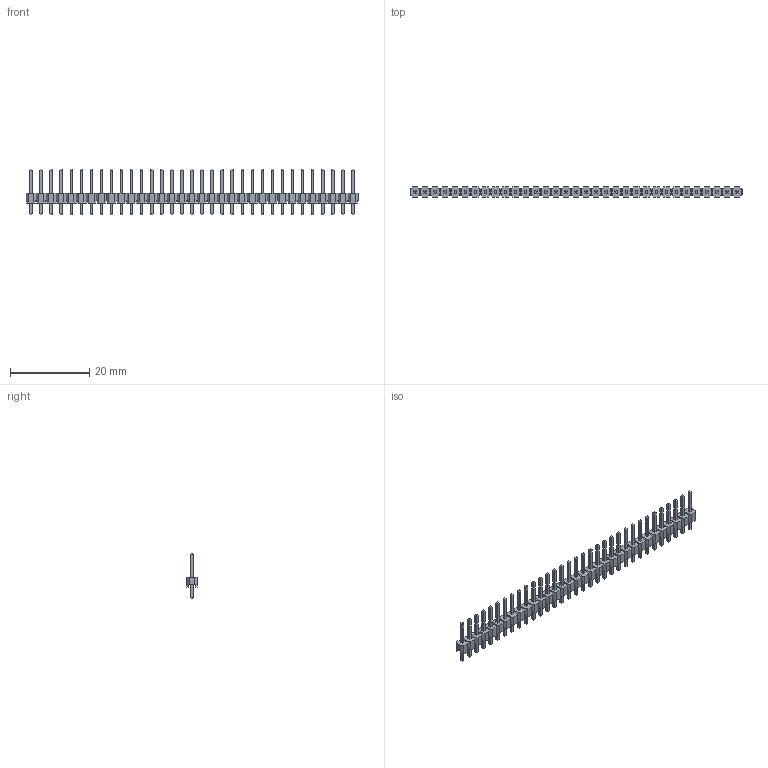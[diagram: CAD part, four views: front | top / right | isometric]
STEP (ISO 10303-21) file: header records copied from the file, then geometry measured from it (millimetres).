
FILE_DESCRIPTION(('STEP AP214'), '1');
FILE_NAME('PLS', '', ('UNSPECIFIED'), ('UNSPECIFIED'), 'ASCON STEP Converter 1.6', 'ASCON Math Kernel', '');
FILE_SCHEMA(('AUTOMOTIVE_DESIGN { 1 0 10303 214 3 1 1}'));
Length unit declared in the file: millimetre
Bounding box: 83.82 x 2.54 x 11.6 mm (x, y, z)
Volume: 507.1 mm3; surface area: 1780.4 mm2
Topology: 1 solids, 1 shells, 1096 faces, 2724 edges, 1728 vertices
Faces by surface type: plane 1096
Entity records: 40304 total; most frequent: CARTESIAN_POINT 5549, ORIENTED_EDGE 5448, DIRECTION 4918, EDGE_CURVE 2724, LINE 2724, VECTOR 2724, VERTEX_POINT 1728, FACE_BOUND 1194
